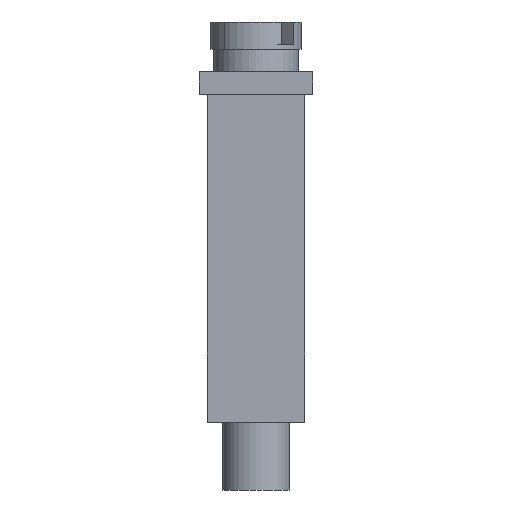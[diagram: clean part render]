
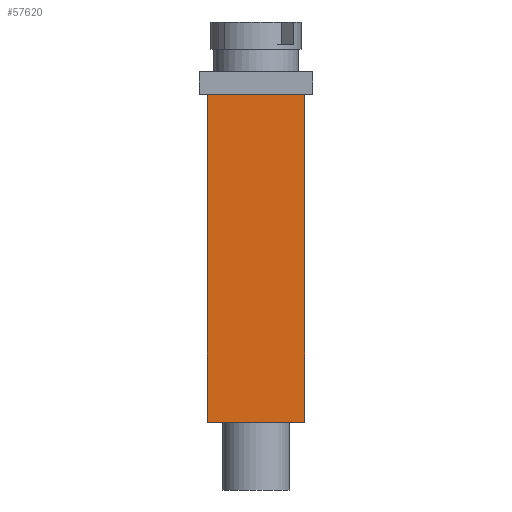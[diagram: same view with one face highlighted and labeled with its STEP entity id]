
A CAD part, left-side view. The second image highlights one B-rep face of the part: STEP entity #57620.
In plain terms, the highlighted planar face has unit normal (-1, 0, 0).
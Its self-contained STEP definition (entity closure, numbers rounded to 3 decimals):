
#56840=CARTESIAN_POINT('',(-153.91,3.6,-7.859));
#56850=VERTEX_POINT('',#56840);
#56930=CARTESIAN_POINT('',(-153.91,-10.9,-7.859));
#56940=VERTEX_POINT('',#56930);
#56970=CARTESIAN_POINT('',(-153.91,4.6,-7.859));
#56980=DIRECTION('',(0.,-1.,0.));
#56990=VECTOR('',#56980,1.);
#57000=LINE('',#56970,#56990);
#57010=EDGE_CURVE('',#56850,#56940,#57000,.T.);
#57320=CARTESIAN_POINT('',(-153.91,3.6,-12.159));
#57330=DIRECTION('',(-1.,0.,0.));
#57340=DIRECTION('',(0.,0.,-1.));
#57350=AXIS2_PLACEMENT_3D('',#57320,#57330,#57340);
#57360=PLANE('',#57350);
#57370=CARTESIAN_POINT('',(-153.91,3.6,
-7.429));
#57380=DIRECTION('',(0.,0.,1.));
#57390=VECTOR('',#57380,1.);
#57400=LINE('',#57370,#57390);
#57410=CARTESIAN_POINT('',(-153.91,3.6,-12.159));
#57420=VERTEX_POINT('',#57410);
#57430=EDGE_CURVE('',#57420,#56850,#57400,.T.);
#57440=ORIENTED_EDGE('',*,*,#57430,.F.);
#57450=ORIENTED_EDGE('',*,*,#57010,.F.);
#57460=CARTESIAN_POINT('',(-153.91,-10.9,-10.01));
#57470=DIRECTION('',(0.,0.,1.));
#57480=VECTOR('',#57470,1.);
#57490=LINE('',#57460,#57480);
#57500=CARTESIAN_POINT('',(-153.91,-10.9,-12.159));
#57510=VERTEX_POINT('',#57500);
#57520=EDGE_CURVE('',#57510,#56940,#57490,.T.);
#57530=ORIENTED_EDGE('',*,*,#57520,.T.);
#57540=CARTESIAN_POINT('',(-153.91,4.6,-12.159));
#57550=DIRECTION('',(0.,-1.,0.));
#57560=VECTOR('',#57550,1.);
#57570=LINE('',#57540,#57560);
#57580=EDGE_CURVE('',#57420,#57510,#57570,.T.);
#57590=ORIENTED_EDGE('',*,*,#57580,.T.);
#57600=EDGE_LOOP('',(#57590,#57530,#57450,#57440));
#57610=FACE_OUTER_BOUND('',#57600,.T.);
#57620=ADVANCED_FACE('',(#57610),#57360,.T.);
